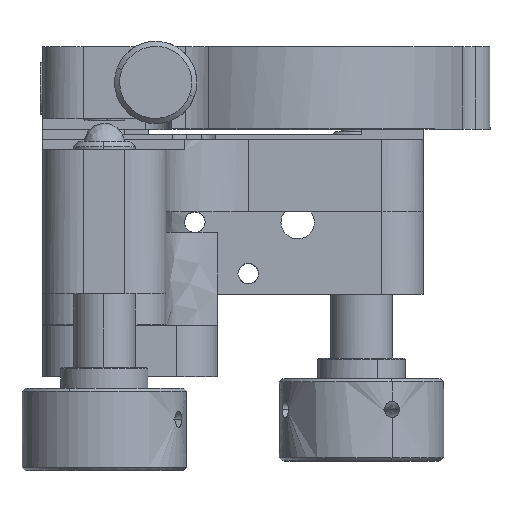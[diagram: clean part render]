
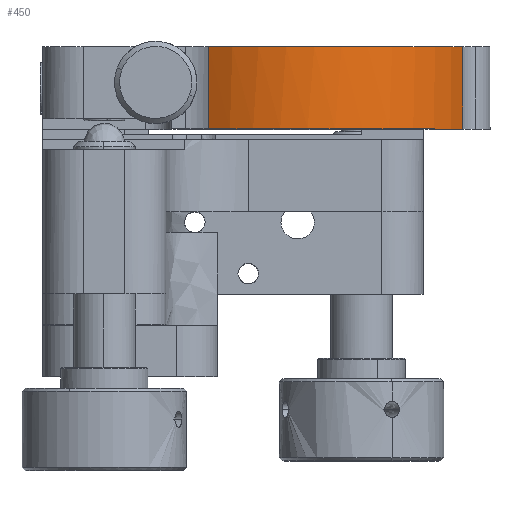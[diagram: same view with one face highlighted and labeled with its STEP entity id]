
A CAD part, top view. The second image highlights one B-rep face of the part: STEP entity #450.
In plain terms, the highlighted free-form (B-spline) face has degree [2, 1] with [9, 2] control points.
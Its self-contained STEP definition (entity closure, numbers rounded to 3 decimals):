
#450=ADVANCED_FACE('',(#1229),#13192,.T.);
#1229=FACE_OUTER_BOUND('',#2023,.T.);
#2023=EDGE_LOOP('',(#3573,#3574,#3575,#3576));
#3573=ORIENTED_EDGE('',*,*,#7315,.F.);
#3574=ORIENTED_EDGE('',*,*,#7303,.F.);
#3575=ORIENTED_EDGE('',*,*,#7460,.T.);
#3576=ORIENTED_EDGE('',*,*,#7461,.F.);
#7303=EDGE_CURVE('',#11545,#11546,#10557,.T.);
#7315=EDGE_CURVE('',#11546,#11558,#10569,.T.);
#7460=EDGE_CURVE('',#11545,#11620,#10676,.T.);
#7461=EDGE_CURVE('',#11558,#11620,#10677,.T.);
#10557=(
BOUNDED_CURVE()
B_SPLINE_CURVE(2,(#17417,#17418,#17419,#17420,#17421),.UNSPECIFIED.,.F.,
 .F.)
B_SPLINE_CURVE_WITH_KNOTS((3,2,3),(-29.644,-14.822,
0.),.UNSPECIFIED.)
CURVE()
GEOMETRIC_REPRESENTATION_ITEM()
RATIONAL_B_SPLINE_CURVE((1.,0.901,1.,0.901,1.))
REPRESENTATION_ITEM('')
);
#10569=(
BOUNDED_CURVE()
B_SPLINE_CURVE(1,(#17460,#17461),.UNSPECIFIED.,.F.,.F.)
B_SPLINE_CURVE_WITH_KNOTS((2,2),(0.,8.),.UNSPECIFIED.)
CURVE()
GEOMETRIC_REPRESENTATION_ITEM()
RATIONAL_B_SPLINE_CURVE((1.,1.))
REPRESENTATION_ITEM('')
);
#10676=(
BOUNDED_CURVE()
B_SPLINE_CURVE(1,(#17889,#17890),.UNSPECIFIED.,.F.,.F.)
B_SPLINE_CURVE_WITH_KNOTS((2,2),(0.,8.),.UNSPECIFIED.)
CURVE()
GEOMETRIC_REPRESENTATION_ITEM()
RATIONAL_B_SPLINE_CURVE((1.,1.))
REPRESENTATION_ITEM('')
);
#10677=(
BOUNDED_CURVE()
B_SPLINE_CURVE(2,(#17891,#17892,#17893,#17894,#17895),.UNSPECIFIED.,.F.,
 .F.)
B_SPLINE_CURVE_WITH_KNOTS((3,2,3),(-29.644,-10.128,0.),
 .UNSPECIFIED.)
CURVE()
GEOMETRIC_REPRESENTATION_ITEM()
RATIONAL_B_SPLINE_CURVE((1.,0.827,1.,0.955,1.))
REPRESENTATION_ITEM('')
);
#11545=VERTEX_POINT('',#17129);
#11546=VERTEX_POINT('',#17130);
#11558=VERTEX_POINT('',#17142);
#11620=VERTEX_POINT('',#17204);
#13192=(
BOUNDED_SURFACE()
B_SPLINE_SURFACE(2,1,((#17012,#17013),(#17014,#17015),(#17016,#17017),(#17018,
#17019),(#17020,#17021),(#17022,#17023),(#17024,#17025),(#17026,#17027),
(#17028,#17029)),.UNSPECIFIED.,.T.,.F.,.F.)
B_SPLINE_SURFACE_WITH_KNOTS((3,2,2,2,3),(2,2),(0.,33.,66.,
99.,132.),(0.,9.84),.UNSPECIFIED.)
GEOMETRIC_REPRESENTATION_ITEM()
RATIONAL_B_SPLINE_SURFACE(((1.,1.),(0.707,0.707),
(1.,1.),(0.707,0.707),(1.,1.),(0.707,
0.707),(1.,1.),(0.707,0.707),(1.,1.)))
REPRESENTATION_ITEM('')
SURFACE()
);
#17012=CARTESIAN_POINT('',(6.22,19.711,24.108));
#17013=CARTESIAN_POINT('',(6.22,9.871,24.108));
#17014=CARTESIAN_POINT('',(22.72,19.711,24.108));
#17015=CARTESIAN_POINT('',(22.72,9.871,24.108));
#17016=CARTESIAN_POINT('',(22.72,19.711,40.608));
#17017=CARTESIAN_POINT('',(22.72,9.871,40.608));
#17018=CARTESIAN_POINT('',(22.72,19.711,57.108));
#17019=CARTESIAN_POINT('',(22.72,9.871,57.108));
#17020=CARTESIAN_POINT('',(6.22,19.711,57.108));
#17021=CARTESIAN_POINT('',(6.22,9.871,57.108));
#17022=CARTESIAN_POINT('',(-10.28,19.711,57.108));
#17023=CARTESIAN_POINT('',(-10.28,9.871,57.108));
#17024=CARTESIAN_POINT('',(-10.28,19.711,40.608));
#17025=CARTESIAN_POINT('',(-10.28,9.871,40.608));
#17026=CARTESIAN_POINT('',(-10.28,19.711,24.108));
#17027=CARTESIAN_POINT('',(-10.28,9.871,24.108));
#17028=CARTESIAN_POINT('',(6.22,19.711,24.108));
#17029=CARTESIAN_POINT('',(6.22,9.871,24.108));
#17129=CARTESIAN_POINT('',(-3.13,18.791,54.203));
#17130=CARTESIAN_POINT('',(21.564,18.791,46.677));
#17142=CARTESIAN_POINT('',(21.564,10.791,46.677));
#17204=CARTESIAN_POINT('',(-3.13,10.791,54.203));
#17417=CARTESIAN_POINT('',(-3.13,18.791,54.203));
#17418=CARTESIAN_POINT('',(3.423,18.791,58.709));
#17419=CARTESIAN_POINT('',(11.031,18.791,56.391));
#17420=CARTESIAN_POINT('',(18.638,18.791,54.072));
#17421=CARTESIAN_POINT('',(21.564,18.791,46.677));
#17460=CARTESIAN_POINT('',(21.564,18.791,46.677));
#17461=CARTESIAN_POINT('',(21.564,10.791,46.677));
#17889=CARTESIAN_POINT('',(-3.13,18.791,54.203));
#17890=CARTESIAN_POINT('',(-3.13,10.791,54.203));
#17891=CARTESIAN_POINT('',(21.564,10.791,46.677));
#17892=CARTESIAN_POINT('',(17.438,10.791,57.108));
#17893=CARTESIAN_POINT('',(6.22,10.791,57.108));
#17894=CARTESIAN_POINT('',(1.094,10.791,57.108));
#17895=CARTESIAN_POINT('',(-3.13,10.791,54.203));
